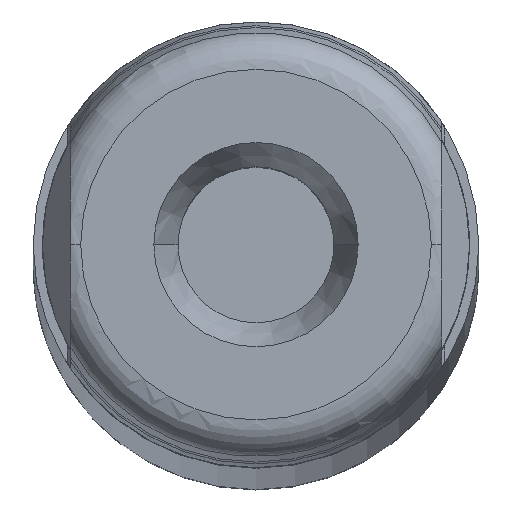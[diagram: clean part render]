
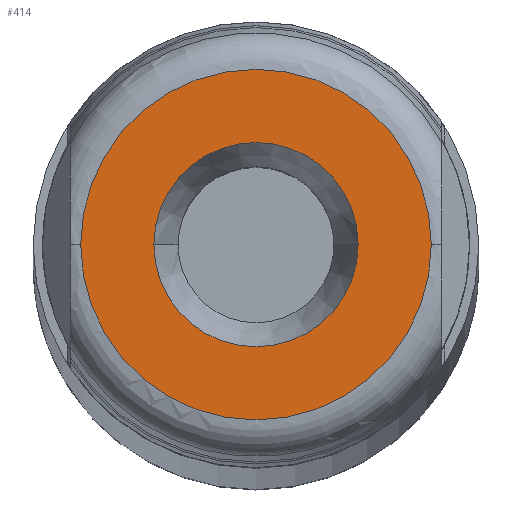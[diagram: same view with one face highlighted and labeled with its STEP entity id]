
A CAD part, top view. The second image highlights one B-rep face of the part: STEP entity #414.
In plain terms, the highlighted planar face has unit normal (0, 0, 1).
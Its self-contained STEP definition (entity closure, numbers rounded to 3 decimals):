
#1 = ORIENTED_EDGE ( 'NONE', *, *, #2770, .F. ) ;
#58 = VERTEX_POINT ( 'NONE', #2170 ) ;
#90 = DIRECTION ( 'NONE',  ( 1., 0., 0. ) ) ;
#133 = EDGE_CURVE ( 'NONE', #58, #1444, #564, .T. ) ;
#141 = VERTEX_POINT ( 'NONE', #2824 ) ;
#142 = DIRECTION ( 'NONE',  ( 0., 0., 1. ) ) ;
#177 = CARTESIAN_POINT ( 'NONE',  ( 0., 0., 0. ) ) ;
#226 = AXIS2_PLACEMENT_3D ( 'NONE', #1686, #2571, #1017 ) ;
#241 = EDGE_CURVE ( 'NONE', #141, #1463, #1075, .T. ) ;
#303 = DIRECTION ( 'NONE',  ( 0., 0., 1. ) ) ;
#414 = ADVANCED_FACE ( 'NONE', ( #2344, #1669 ), #1226, .F. ) ;
#443 = CARTESIAN_POINT ( 'NONE',  ( 0., 0., 0. ) ) ;
#564 = CIRCLE ( 'NONE', #1023, 4.72 ) ;
#671 = EDGE_LOOP ( 'NONE', ( #761, #1 ) ) ;
#761 = ORIENTED_EDGE ( 'NONE', *, *, #241, .F. ) ;
#780 = AXIS2_PLACEMENT_3D ( 'NONE', #443, #2233, #2716 ) ;
#1017 = DIRECTION ( 'NONE',  ( -1., 0., 0. ) ) ;
#1023 = AXIS2_PLACEMENT_3D ( 'NONE', #1953, #142, #1037 ) ;
#1037 = DIRECTION ( 'NONE',  ( 1., 0., 0. ) ) ;
#1038 = DIRECTION ( 'NONE',  ( 0., 0., 1. ) ) ;
#1075 = CIRCLE ( 'NONE', #2433, 2.75 ) ;
#1226 = PLANE ( 'NONE',  #226 ) ;
#1368 = ORIENTED_EDGE ( 'NONE', *, *, #133, .T. ) ;
#1444 = VERTEX_POINT ( 'NONE', #2802 ) ;
#1463 = VERTEX_POINT ( 'NONE', #2156 ) ;
#1531 = CIRCLE ( 'NONE', #2329, 4.72 ) ;
#1669 = FACE_OUTER_BOUND ( 'NONE', #2547, .T. ) ;
#1686 = CARTESIAN_POINT ( 'NONE',  ( 0., 0., 0. ) ) ;
#1953 = CARTESIAN_POINT ( 'NONE',  ( 0., 0., 0. ) ) ;
#2047 = CIRCLE ( 'NONE', #780, 2.75 ) ;
#2156 = CARTESIAN_POINT ( 'NONE',  ( -2.75, 0., 0. ) ) ;
#2170 = CARTESIAN_POINT ( 'NONE',  ( 4.72, 0., 0. ) ) ;
#2233 = DIRECTION ( 'NONE',  ( 0., 0., 1. ) ) ;
#2329 = AXIS2_PLACEMENT_3D ( 'NONE', #177, #1038, #2870 ) ;
#2344 = FACE_BOUND ( 'NONE', #671, .T. ) ;
#2433 = AXIS2_PLACEMENT_3D ( 'NONE', #2500, #303, #90 ) ;
#2500 = CARTESIAN_POINT ( 'NONE',  ( 0., 0., 0. ) ) ;
#2547 = EDGE_LOOP ( 'NONE', ( #1368, #2775 ) ) ;
#2571 = DIRECTION ( 'NONE',  ( 0., 0., -1. ) ) ;
#2603 = EDGE_CURVE ( 'NONE', #1444, #58, #1531, .T. ) ;
#2716 = DIRECTION ( 'NONE',  ( 1., 0., 0. ) ) ;
#2770 = EDGE_CURVE ( 'NONE', #1463, #141, #2047, .T. ) ;
#2775 = ORIENTED_EDGE ( 'NONE', *, *, #2603, .T. ) ;
#2802 = CARTESIAN_POINT ( 'NONE',  ( -4.72, 0., 0. ) ) ;
#2824 = CARTESIAN_POINT ( 'NONE',  ( 2.75, 0., 0. ) ) ;
#2870 = DIRECTION ( 'NONE',  ( 1., 0., 0. ) ) ;
